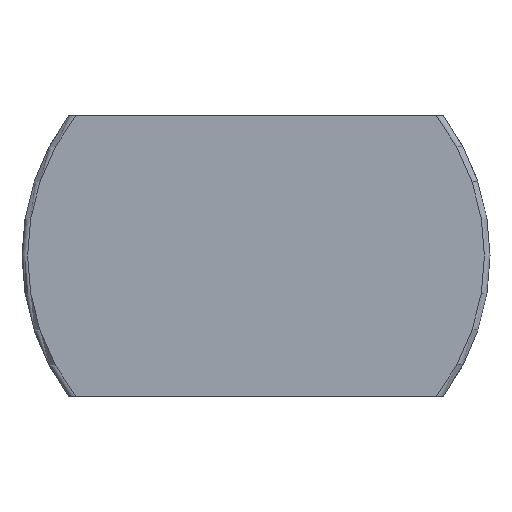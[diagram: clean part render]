
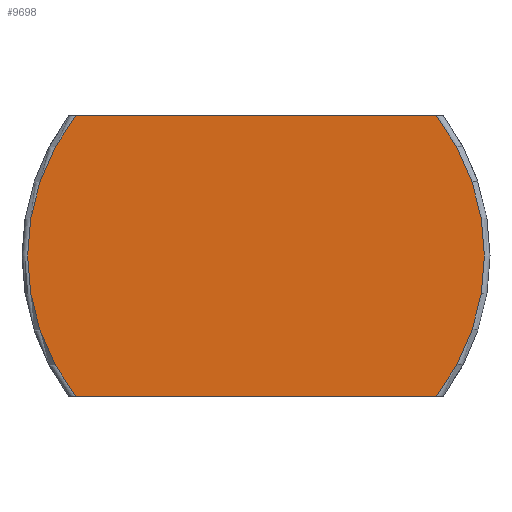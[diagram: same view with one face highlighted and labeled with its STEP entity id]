
A CAD part, front view. The second image highlights one B-rep face of the part: STEP entity #9698.
In plain terms, the highlighted planar face has unit normal (0, -1, 0).
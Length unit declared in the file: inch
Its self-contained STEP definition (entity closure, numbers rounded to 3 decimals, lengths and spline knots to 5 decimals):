
#30 = PLANE ( 'NONE',  #10689 ) ;
#88 = EDGE_CURVE ( 'NONE', #7917, #2866, #11289, .T. ) ;
#203 = FACE_OUTER_BOUND ( 'NONE', #10556, .T. ) ;
#637 = VECTOR ( 'NONE', #10593, 39.37008 ) ;
#927 = VERTEX_POINT ( 'NONE', #5086 ) ;
#2094 = DIRECTION ( 'NONE',  ( 0., -1., 0. ) ) ;
#2625 = ORIENTED_EDGE ( 'NONE', *, *, #2744, .T. ) ;
#2634 = VECTOR ( 'NONE', #9394, 39.37008 ) ;
#2705 = DIRECTION ( 'NONE',  ( 0., 0., 1. ) ) ;
#2743 = DIRECTION ( 'NONE',  ( 0., 1., 0. ) ) ;
#2744 = EDGE_CURVE ( 'NONE', #11789, #927, #9111, .T. ) ;
#2866 = VERTEX_POINT ( 'NONE', #3944 ) ;
#3792 = AXIS2_PLACEMENT_3D ( 'NONE', #7520, #12009, #2705 ) ;
#3810 = DIRECTION ( 'NONE',  ( 1., 0., 0. ) ) ;
#3874 = CARTESIAN_POINT ( 'NONE',  ( 0., 0., 0. ) ) ;
#3944 = CARTESIAN_POINT ( 'NONE',  ( -0.48112, 0., -0.375 ) ) ;
#4284 = CARTESIAN_POINT ( 'NONE',  ( -0.48112, 0., 0.375 ) ) ;
#4388 = ORIENTED_EDGE ( 'NONE', *, *, #6747, .F. ) ;
#4688 = LINE ( 'NONE', #5795, #637 ) ;
#5086 = CARTESIAN_POINT ( 'NONE',  ( 0.48112, 0., 0.375 ) ) ;
#5229 = DIRECTION ( 'NONE',  ( 0., 0., 1. ) ) ;
#5510 = LINE ( 'NONE', #5634, #2634 ) ;
#5634 = CARTESIAN_POINT ( 'NONE',  ( 0.79853, 0., -0.375 ) ) ;
#5795 = CARTESIAN_POINT ( 'NONE',  ( -0.89796, 0., 0.375 ) ) ;
#6305 = CARTESIAN_POINT ( 'NONE',  ( 0.48112, 0., -0.375 ) ) ;
#6747 = EDGE_CURVE ( 'NONE', #11789, #2866, #5510, .T. ) ;
#6778 = CARTESIAN_POINT ( 'NONE',  ( 0., 0., 0. ) ) ;
#7520 = CARTESIAN_POINT ( 'NONE',  ( 0., 0., 0. ) ) ;
#7917 = VERTEX_POINT ( 'NONE', #4284 ) ;
#8665 = ORIENTED_EDGE ( 'NONE', *, *, #9546, .F. ) ;
#8715 = ORIENTED_EDGE ( 'NONE', *, *, #88, .T. ) ;
#9111 = CIRCLE ( 'NONE', #3792, 0.61 ) ;
#9394 = DIRECTION ( 'NONE',  ( -1., 0., 0. ) ) ;
#9546 = EDGE_CURVE ( 'NONE', #7917, #927, #4688, .T. ) ;
#9698 = ADVANCED_FACE ( 'NONE', ( #203 ), #30, .F. ) ;
#10556 = EDGE_LOOP ( 'NONE', ( #2625, #8665, #8715, #4388 ) ) ;
#10593 = DIRECTION ( 'NONE',  ( 1., 0., 0. ) ) ;
#10689 = AXIS2_PLACEMENT_3D ( 'NONE', #3874, #2743, #3810 ) ;
#11289 = CIRCLE ( 'NONE', #11483, 0.61 ) ;
#11483 = AXIS2_PLACEMENT_3D ( 'NONE', #6778, #2094, #5229 ) ;
#11789 = VERTEX_POINT ( 'NONE', #6305 ) ;
#12009 = DIRECTION ( 'NONE',  ( 0., -1., 0. ) ) ;
